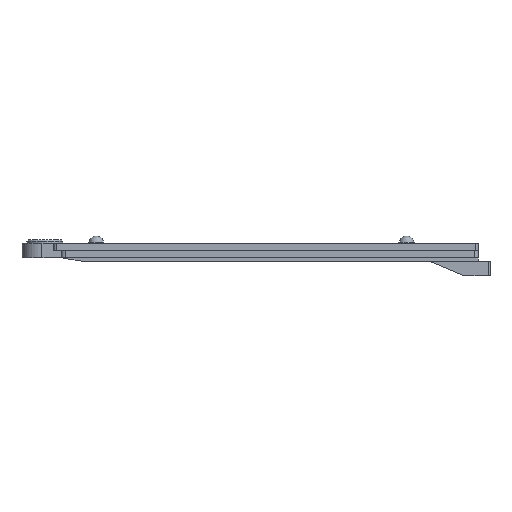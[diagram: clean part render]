
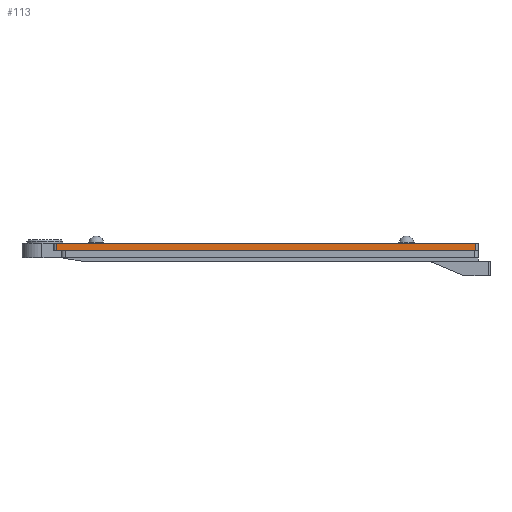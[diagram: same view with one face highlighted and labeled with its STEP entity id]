
A CAD part, front view. The second image highlights one B-rep face of the part: STEP entity #113.
In plain terms, the highlighted planar face has unit normal (0, -1, 0).
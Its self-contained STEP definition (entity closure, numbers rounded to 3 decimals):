
#41 = DIRECTION ( 'NONE',  ( 0., 0., 1. ) ) ;
#109 = VECTOR ( 'NONE', #2791, 1000. ) ;
#113 = ADVANCED_FACE ( 'NONE', ( #1954 ), #1594, .T. ) ;
#128 = VERTEX_POINT ( 'NONE', #501 ) ;
#196 = DIRECTION ( 'NONE',  ( 0., -1., 0. ) ) ;
#424 = DIRECTION ( 'NONE',  ( 1., 0., 0. ) ) ;
#428 = DIRECTION ( 'NONE',  ( 0., 0., -1. ) ) ;
#431 = CARTESIAN_POINT ( 'NONE',  ( -14.5, -4.85, 2. ) ) ;
#501 = CARTESIAN_POINT ( 'NONE',  ( -14.5, -4.85, 1. ) ) ;
#616 = VERTEX_POINT ( 'NONE', #431 ) ;
#632 = VECTOR ( 'NONE', #424, 1000. ) ;
#642 = AXIS2_PLACEMENT_3D ( 'NONE', #2924, #196, #428 ) ;
#650 = EDGE_LOOP ( 'NONE', ( #2858, #1865, #1581, #2890 ) ) ;
#689 = DIRECTION ( 'NONE',  ( 0., 0., 1. ) ) ;
#727 = CARTESIAN_POINT ( 'NONE',  ( 0., -4.85, 1. ) ) ;
#788 = LINE ( 'NONE', #727, #109 ) ;
#957 = EDGE_CURVE ( 'NONE', #128, #616, #2448, .T. ) ;
#981 = CARTESIAN_POINT ( 'NONE',  ( -14.5, -4.85, -8. ) ) ;
#1056 = EDGE_CURVE ( 'NONE', #1471, #128, #788, .T. ) ;
#1107 = LINE ( 'NONE', #2787, #1793 ) ;
#1261 = VERTEX_POINT ( 'NONE', #2017 ) ;
#1311 = LINE ( 'NONE', #2447, #632 ) ;
#1360 = CARTESIAN_POINT ( 'NONE',  ( 43.25, -4.85, 1. ) ) ;
#1471 = VERTEX_POINT ( 'NONE', #1360 ) ;
#1581 = ORIENTED_EDGE ( 'NONE', *, *, #957, .F. ) ;
#1594 = PLANE ( 'NONE',  #642 ) ;
#1793 = VECTOR ( 'NONE', #41, 1000. ) ;
#1853 = EDGE_CURVE ( 'NONE', #616, #1261, #1311, .T. ) ;
#1865 = ORIENTED_EDGE ( 'NONE', *, *, #1853, .F. ) ;
#1954 = FACE_OUTER_BOUND ( 'NONE', #650, .T. ) ;
#2017 = CARTESIAN_POINT ( 'NONE',  ( 43.25, -4.85, 2. ) ) ;
#2447 = CARTESIAN_POINT ( 'NONE',  ( -14.5, -4.85, 2. ) ) ;
#2448 = LINE ( 'NONE', #981, #2741 ) ;
#2604 = EDGE_CURVE ( 'NONE', #1471, #1261, #1107, .T. ) ;
#2741 = VECTOR ( 'NONE', #689, 1000. ) ;
#2787 = CARTESIAN_POINT ( 'NONE',  ( 43.25, -4.85, -8. ) ) ;
#2791 = DIRECTION ( 'NONE',  ( -1., 0., 0. ) ) ;
#2858 = ORIENTED_EDGE ( 'NONE', *, *, #2604, .T. ) ;
#2890 = ORIENTED_EDGE ( 'NONE', *, *, #1056, .F. ) ;
#2924 = CARTESIAN_POINT ( 'NONE',  ( -14.5, -4.85, -8. ) ) ;
